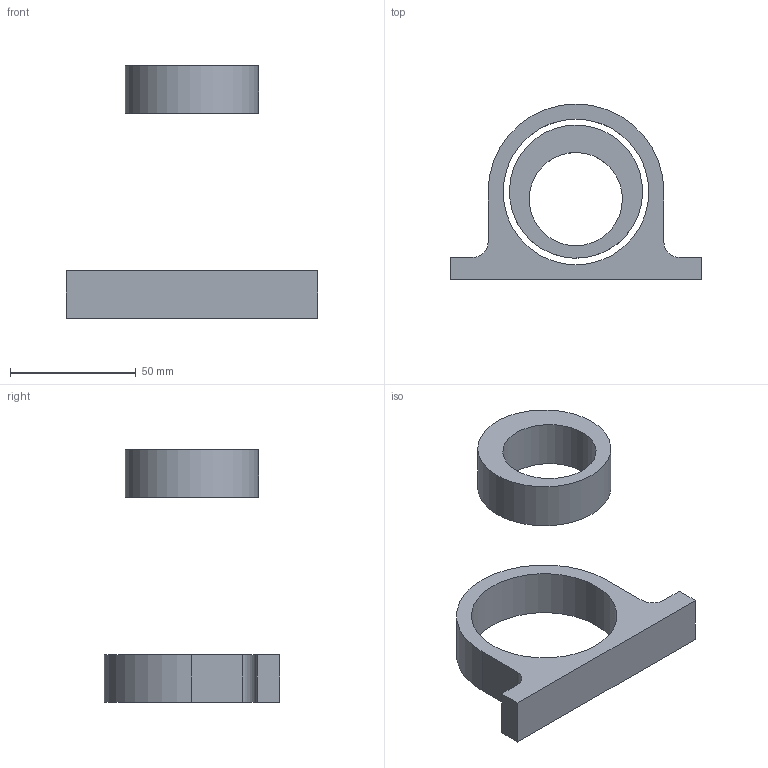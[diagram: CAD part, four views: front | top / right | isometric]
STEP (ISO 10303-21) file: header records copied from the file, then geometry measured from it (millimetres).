
FILE_DESCRIPTION( ( '' ), ' ' );
FILE_NAME( '5ab95aa57d7da20efe2ce86b.step', '2018-03-26T20:40:06', ( '' ), ( '' ), ' ', ' ', ' ' );
FILE_SCHEMA( ( 'AUTOMOTIVE_DESIGN { 1 0 10303 214 1 1 1 1 }' ) );
Length unit declared in the file: metre
Products named in the file (3): Assem1; Part 1
Assembly tree (2 placements, depth 2):
  Assem1
    Part 1
    Part 1
Bounding box: 100 x 70 x 100.6 mm (x, y, z)
Volume: 59701.2 mm3; surface area: 20916.4 mm2
Topology: 2 solids, 2 shells, 17 faces, 39 edges, 26 vertices
Faces by surface type: plane 11, cylinder 6
Full cylindrical faces by diameter (mm): 37.11 x1, 53 x1, 58 x1
Entity records: 531 total; most frequent: DIRECTION 88, CARTESIAN_POINT 82, ORIENTED_EDGE 72, EDGE_CURVE 36, AXIS2_PLACEMENT_3D 32, VERTEX_POINT 26, EDGE_LOOP 24, LINE 24
